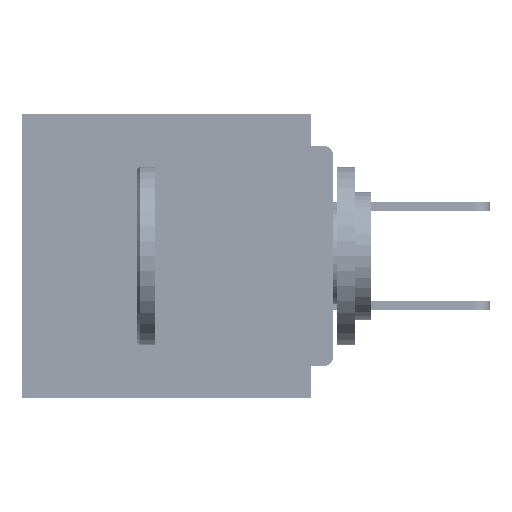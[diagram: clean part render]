
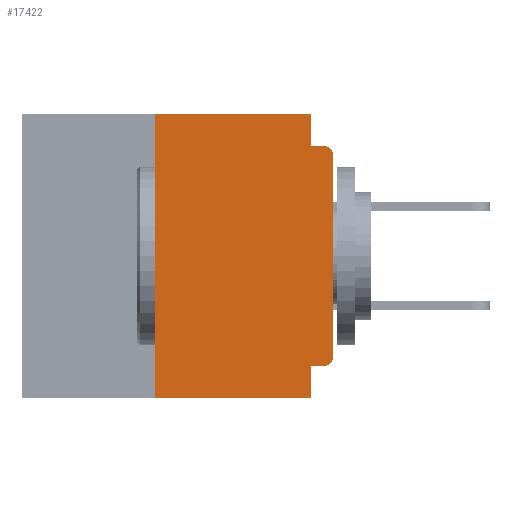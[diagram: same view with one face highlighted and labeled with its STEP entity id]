
A CAD part, left-side view. The second image highlights one B-rep face of the part: STEP entity #17422.
In plain terms, the highlighted planar face has unit normal (-1, 0, 0).
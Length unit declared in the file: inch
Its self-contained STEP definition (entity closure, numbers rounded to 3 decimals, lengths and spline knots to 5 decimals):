
#568 = LINE ( 'NONE', #46559, #53141 ) ;
#758 = PLANE ( 'NONE',  #59495 ) ;
#1014 = CARTESIAN_POINT ( 'NONE',  ( 0., 0., -0.06 ) ) ;
#1052 = CARTESIAN_POINT ( 'NONE',  ( 0., 0.031, -0.4 ) ) ;
#2598 = LINE ( 'NONE', #3801, #41718 ) ;
#3040 = CARTESIAN_POINT ( 'NONE',  ( 0., 0.031, -0.355 ) ) ;
#3801 = CARTESIAN_POINT ( 'NONE',  ( 0., 0.25, -0.4 ) ) ;
#4255 = ORIENTED_EDGE ( 'NONE', *, *, #5292, .F. ) ;
#5292 = EDGE_CURVE ( 'NONE', #10137, #25452, #26288, .T. ) ;
#5546 = CARTESIAN_POINT ( 'NONE',  ( 0., 0.25, 0. ) ) ;
#6057 = LINE ( 'NONE', #26899, #7648 ) ;
#6679 = ORIENTED_EDGE ( 'NONE', *, *, #29060, .F. ) ;
#6695 = VERTEX_POINT ( 'NONE', #51657 ) ;
#6757 = EDGE_CURVE ( 'NONE', #7254, #29052, #6057, .T. ) ;
#7016 = CARTESIAN_POINT ( 'NONE',  ( 0., 0., 0. ) ) ;
#7254 = VERTEX_POINT ( 'NONE', #5546 ) ;
#7648 = VECTOR ( 'NONE', #57177, 39.37008 ) ;
#8668 = LINE ( 'NONE', #57922, #34234 ) ;
#9278 = EDGE_LOOP ( 'NONE', ( #44833, #64633, #12245, #52777, #57531, #6679, #11490, #40151, #4255, #59939 ) ) ;
#10137 = VERTEX_POINT ( 'NONE', #12015 ) ;
#10880 = CARTESIAN_POINT ( 'NONE',  ( 0., 0.437, 0. ) ) ;
#11106 = DIRECTION ( 'NONE',  ( 0., 0., -1. ) ) ;
#11490 = ORIENTED_EDGE ( 'NONE', *, *, #14296, .T. ) ;
#12015 = CARTESIAN_POINT ( 'NONE',  ( 0., 0.015, -0.355 ) ) ;
#12245 = ORIENTED_EDGE ( 'NONE', *, *, #20968, .F. ) ;
#12644 = VECTOR ( 'NONE', #45860, 39.37008 ) ;
#14296 = EDGE_CURVE ( 'NONE', #61042, #40896, #63730, .T. ) ;
#15421 = CARTESIAN_POINT ( 'NONE',  ( 0., 0., -0.355 ) ) ;
#16611 = VECTOR ( 'NONE', #47708, 39.37008 ) ;
#17422 = ADVANCED_FACE ( 'NONE', ( #21737 ), #758, .F. ) ;
#18489 = CARTESIAN_POINT ( 'NONE',  ( 0., 0.015, -0.06 ) ) ;
#19680 = EDGE_CURVE ( 'NONE', #6695, #34929, #45199, .T. ) ;
#19795 = CARTESIAN_POINT ( 'NONE',  ( 0., 0.437, -0.4 ) ) ;
#20968 = EDGE_CURVE ( 'NONE', #40824, #58936, #64805, .T. ) ;
#21737 = FACE_OUTER_BOUND ( 'NONE', #9278, .T. ) ;
#23365 = VECTOR ( 'NONE', #40221, 39.37008 ) ;
#23644 = DIRECTION ( 'NONE',  ( 0., 0., -1. ) ) ;
#25452 = VERTEX_POINT ( 'NONE', #3040 ) ;
#26288 = LINE ( 'NONE', #15421, #12644 ) ;
#26439 = DIRECTION ( 'NONE',  ( 0., 0., -1. ) ) ;
#26899 = CARTESIAN_POINT ( 'NONE',  ( 0., 0.437, 0. ) ) ;
#29052 = VERTEX_POINT ( 'NONE', #49626 ) ;
#29060 = EDGE_CURVE ( 'NONE', #61042, #7254, #2598, .T. ) ;
#29499 = CARTESIAN_POINT ( 'NONE',  ( 0., 0.015, -0.34 ) ) ;
#31262 = CARTESIAN_POINT ( 'NONE',  ( 0., 0.031, -0.045 ) ) ;
#32864 = EDGE_CURVE ( 'NONE', #25452, #40896, #568, .T. ) ;
#34234 = VECTOR ( 'NONE', #47972, 39.37008 ) ;
#34600 = DIRECTION ( 'NONE',  ( 0., 0., -1. ) ) ;
#34929 = VERTEX_POINT ( 'NONE', #1014 ) ;
#34984 = AXIS2_PLACEMENT_3D ( 'NONE', #29499, #64860, #34600 ) ;
#39709 = DIRECTION ( 'NONE',  ( 0., 0., 1. ) ) ;
#40151 = ORIENTED_EDGE ( 'NONE', *, *, #32864, .F. ) ;
#40221 = DIRECTION ( 'NONE',  ( 0., -1., 0. ) ) ;
#40824 = VERTEX_POINT ( 'NONE', #31262 ) ;
#40896 = VERTEX_POINT ( 'NONE', #1052 ) ;
#41593 = DIRECTION ( 'NONE',  ( 1., 0., 0. ) ) ;
#41718 = VECTOR ( 'NONE', #39709, 39.37008 ) ;
#42626 = AXIS2_PLACEMENT_3D ( 'NONE', #18489, #53968, #23644 ) ;
#42728 = CIRCLE ( 'NONE', #42626, 0.015 ) ;
#44833 = ORIENTED_EDGE ( 'NONE', *, *, #19680, .T. ) ;
#45199 = LINE ( 'NONE', #7016, #16611 ) ;
#45860 = DIRECTION ( 'NONE',  ( 0., 1., 0. ) ) ;
#46559 = CARTESIAN_POINT ( 'NONE',  ( 0., 0.031, -0.4 ) ) ;
#47708 = DIRECTION ( 'NONE',  ( 0., 0., 1. ) ) ;
#47972 = DIRECTION ( 'NONE',  ( 0., 0., -1. ) ) ;
#47976 = CARTESIAN_POINT ( 'NONE',  ( 0., 0., -0.045 ) ) ;
#48180 = VECTOR ( 'NONE', #57930, 39.37008 ) ;
#49626 = CARTESIAN_POINT ( 'NONE',  ( 0., 0.031, 0. ) ) ;
#51657 = CARTESIAN_POINT ( 'NONE',  ( 0., 0., -0.34 ) ) ;
#52777 = ORIENTED_EDGE ( 'NONE', *, *, #56847, .F. ) ;
#53141 = VECTOR ( 'NONE', #26439, 39.37008 ) ;
#53968 = DIRECTION ( 'NONE',  ( -1., 0., 0. ) ) ;
#54931 = CARTESIAN_POINT ( 'NONE',  ( 0., 0.015, -0.045 ) ) ;
#55482 = CARTESIAN_POINT ( 'NONE',  ( 0., 0.25, -0.4 ) ) ;
#56847 = EDGE_CURVE ( 'NONE', #29052, #40824, #8668, .T. ) ;
#57177 = DIRECTION ( 'NONE',  ( 0., -1., 0. ) ) ;
#57531 = ORIENTED_EDGE ( 'NONE', *, *, #6757, .F. ) ;
#57922 = CARTESIAN_POINT ( 'NONE',  ( 0., 0.031, 0. ) ) ;
#57930 = DIRECTION ( 'NONE',  ( 0., -1., 0. ) ) ;
#58936 = VERTEX_POINT ( 'NONE', #54931 ) ;
#59383 = CIRCLE ( 'NONE', #34984, 0.015 ) ;
#59495 = AXIS2_PLACEMENT_3D ( 'NONE', #10880, #41593, #11106 ) ;
#59939 = ORIENTED_EDGE ( 'NONE', *, *, #63299, .T. ) ;
#61042 = VERTEX_POINT ( 'NONE', #55482 ) ;
#63299 = EDGE_CURVE ( 'NONE', #10137, #6695, #59383, .T. ) ;
#63730 = LINE ( 'NONE', #19795, #23365 ) ;
#63793 = EDGE_CURVE ( 'NONE', #34929, #58936, #42728, .T. ) ;
#64633 = ORIENTED_EDGE ( 'NONE', *, *, #63793, .T. ) ;
#64805 = LINE ( 'NONE', #47976, #48180 ) ;
#64860 = DIRECTION ( 'NONE',  ( -1., 0., 0. ) ) ;
